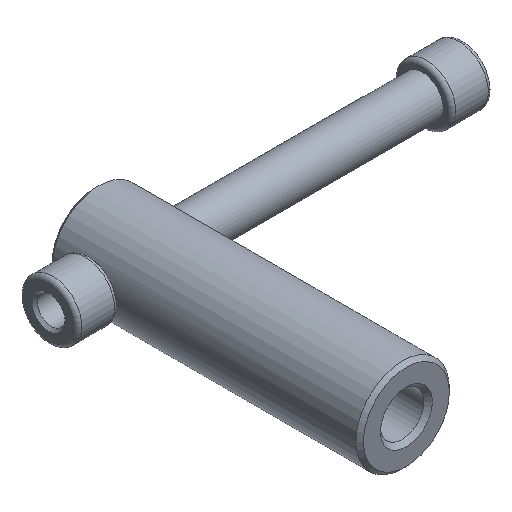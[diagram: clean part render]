
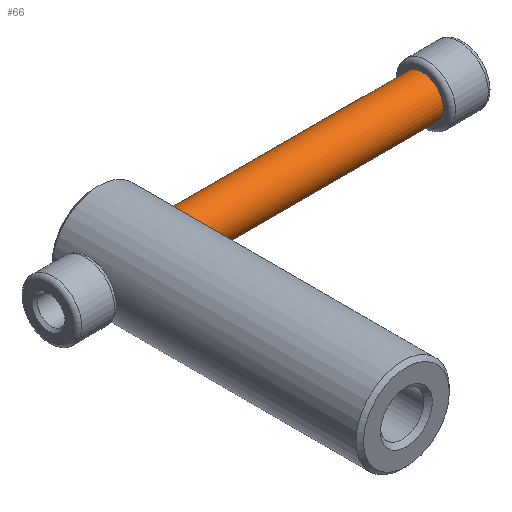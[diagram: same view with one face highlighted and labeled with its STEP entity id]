
A CAD part, isometric view. The second image highlights one B-rep face of the part: STEP entity #66.
In plain terms, the highlighted cylindrical face has radius 4 mm (diameter 8 mm), a full revolution.
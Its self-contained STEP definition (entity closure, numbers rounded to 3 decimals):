
#66 = ADVANCED_FACE( '', ( #151, #152 ), #153, .T. );
#151 = FACE_OUTER_BOUND( '', #261, .T. );
#152 = FACE_OUTER_BOUND( '', #262, .T. );
#153 = CYLINDRICAL_SURFACE( '', #263, 4. );
#261 = EDGE_LOOP( '', ( #381 ) );
#262 = EDGE_LOOP( '', ( #382 ) );
#263 = AXIS2_PLACEMENT_3D( '', #383, #384, #385 );
#381 = ORIENTED_EDGE( '', *, *, #510, .F. );
#382 = ORIENTED_EDGE( '', *, *, #511, .T. );
#383 = CARTESIAN_POINT( '', ( 62.999, 52., 0. ) );
#384 = DIRECTION( '', ( -1., 0., 0. ) );
#385 = DIRECTION( '', ( 0., 0., -1. ) );
#510 = EDGE_CURVE( '', #576, #576, #577, .T. );
#511 = EDGE_CURVE( '', #578, #578, #579, .T. );
#576 = VERTEX_POINT( '', #652 );
#577 = CIRCLE( '', #653, 4. );
#578 = VERTEX_POINT( '', #654 );
#579 = B_SPLINE_CURVE_WITH_KNOTS( '', 3, ( #655, #656, #657, #658, #659, #660, #661, #662, #663, #664, #665, #666, #667, #668, #669, #670, #671, #672, #673, #674, #675, #676, #677, #678, #679, #680, #681, #682, #683, #684, #685, #686, #687, #688, #689, #690, #691, #692, #693, #694, #695, #696, #697, #698, #699, #700, #701, #702, #703, #704, #705, #706, #707, #708, #709, #710, #711, #712, #713, #714, #715, #716, #717, #718, #719, #720 ), .UNSPECIFIED., .T., .F., ( 2, 2, 2, 2, 2, 2, 2, 2, 2, 2, 2, 2, 2, 2, 2, 2, 2, 2, 2, 2, 2, 2, 2, 2, 2, 2, 2, 2, 2, 2, 2, 2, 2, 2, 2 ), ( -0.001, 0., 0.001, 0.002, 0.002, 0.003, 0.004, 0.005, 0.006, 0.006, 0.007, 0.008, 0.009, 0.009, 0.01, 0.011, 0.012, 0.013, 0.013, 0.014, 0.015, 0.016, 0.017, 0.017, 0.018, 0.019, 0.02, 0.021, 0.021, 0.022, 0.023, 0.024, 0.025, 0.025, 0.026 ), .UNSPECIFIED. );
#652 = CARTESIAN_POINT( '', ( 55.099, 52., -4. ) );
#653 = AXIS2_PLACEMENT_3D( '', #863, #864, #865 );
#654 = CARTESIAN_POINT( '', ( 8.062, 52., -4. ) );
#655 = CARTESIAN_POINT( '', ( 8.062, 51.732, -4. ) );
#656 = CARTESIAN_POINT( '', ( 8.062, 52.268, -4. ) );
#657 = CARTESIAN_POINT( '', ( 8.076, 52.531, -3.973 ) );
#658 = CARTESIAN_POINT( '', ( 8.126, 53.046, -3.87 ) );
#659 = CARTESIAN_POINT( '', ( 8.163, 53.302, -3.791 ) );
#660 = CARTESIAN_POINT( '', ( 8.254, 53.784, -3.59 ) );
#661 = CARTESIAN_POINT( '', ( 8.307, 54.012, -3.467 ) );
#662 = CARTESIAN_POINT( '', ( 8.422, 54.444, -3.177 ) );
#663 = CARTESIAN_POINT( '', ( 8.483, 54.645, -3.012 ) );
#664 = CARTESIAN_POINT( '', ( 8.604, 55.009, -2.648 ) );
#665 = CARTESIAN_POINT( '', ( 8.664, 55.174, -2.448 ) );
#666 = CARTESIAN_POINT( '', ( 8.774, 55.465, -2.015 ) );
#667 = CARTESIAN_POINT( '', ( 8.824, 55.588, -1.786 ) );
#668 = CARTESIAN_POINT( '', ( 8.908, 55.79, -1.306 ) );
#669 = CARTESIAN_POINT( '', ( 8.942, 55.869, -1.051 ) );
#670 = CARTESIAN_POINT( '', ( 8.988, 55.973, -0.533 ) );
#671 = CARTESIAN_POINT( '', ( 9., 56., -0.271 ) );
#672 = CARTESIAN_POINT( '', ( 9., 56., 0.259 ) );
#673 = CARTESIAN_POINT( '', ( 8.988, 55.974, 0.528 ) );
#674 = CARTESIAN_POINT( '', ( 8.943, 55.87, 1.044 ) );
#675 = CARTESIAN_POINT( '', ( 8.909, 55.793, 1.297 ) );
#676 = CARTESIAN_POINT( '', ( 8.825, 55.59, 1.784 ) );
#677 = CARTESIAN_POINT( '', ( 8.775, 55.466, 2.013 ) );
#678 = CARTESIAN_POINT( '', ( 8.665, 55.178, 2.443 ) );
#679 = CARTESIAN_POINT( '', ( 8.604, 55.011, 2.646 ) );
#680 = CARTESIAN_POINT( '', ( 8.484, 54.646, 3.011 ) );
#681 = CARTESIAN_POINT( '', ( 8.423, 54.448, 3.174 ) );
#682 = CARTESIAN_POINT( '', ( 8.308, 54.016, 3.464 ) );
#683 = CARTESIAN_POINT( '', ( 8.254, 53.785, 3.589 ) );
#684 = CARTESIAN_POINT( '', ( 8.164, 53.306, 3.79 ) );
#685 = CARTESIAN_POINT( '', ( 8.127, 53.056, 3.867 ) );
#686 = CARTESIAN_POINT( '', ( 8.076, 52.533, 3.973 ) );
#687 = CARTESIAN_POINT( '', ( 8.062, 52.271, 4. ) );
#688 = CARTESIAN_POINT( '', ( 8.062, 51.743, 4. ) );
#689 = CARTESIAN_POINT( '', ( 8.075, 51.475, 3.974 ) );
#690 = CARTESIAN_POINT( '', ( 8.125, 50.956, 3.87 ) );
#691 = CARTESIAN_POINT( '', ( 8.162, 50.706, 3.794 ) );
#692 = CARTESIAN_POINT( '', ( 8.253, 50.221, 3.592 ) );
#693 = CARTESIAN_POINT( '', ( 8.307, 49.989, 3.468 ) );
#694 = CARTESIAN_POINT( '', ( 8.421, 49.56, 3.18 ) );
#695 = CARTESIAN_POINT( '', ( 8.482, 49.358, 3.014 ) );
#696 = CARTESIAN_POINT( '', ( 8.604, 48.991, 2.648 ) );
#697 = CARTESIAN_POINT( '', ( 8.663, 48.827, 2.45 ) );
#698 = CARTESIAN_POINT( '', ( 8.773, 48.538, 2.02 ) );
#699 = CARTESIAN_POINT( '', ( 8.824, 48.412, 1.787 ) );
#700 = CARTESIAN_POINT( '', ( 8.908, 48.21, 1.305 ) );
#701 = CARTESIAN_POINT( '', ( 8.942, 48.133, 1.055 ) );
#702 = CARTESIAN_POINT( '', ( 8.988, 48.027, 0.537 ) );
#703 = CARTESIAN_POINT( '', ( 9., 48., 0.269 ) );
#704 = CARTESIAN_POINT( '', ( 9., 48., -0.259 ) );
#705 = CARTESIAN_POINT( '', ( 8.989, 48.026, -0.524 ) );
#706 = CARTESIAN_POINT( '', ( 8.943, 48.13, -1.047 ) );
#707 = CARTESIAN_POINT( '', ( 8.909, 48.207, -1.298 ) );
#708 = CARTESIAN_POINT( '', ( 8.825, 48.409, -1.781 ) );
#709 = CARTESIAN_POINT( '', ( 8.774, 48.535, -2.014 ) );
#710 = CARTESIAN_POINT( '', ( 8.664, 48.824, -2.445 ) );
#711 = CARTESIAN_POINT( '', ( 8.605, 48.987, -2.644 ) );
#712 = CARTESIAN_POINT( '', ( 8.483, 49.355, -3.012 ) );
#713 = CARTESIAN_POINT( '', ( 8.422, 49.556, -3.177 ) );
#714 = CARTESIAN_POINT( '', ( 8.308, 49.984, -3.464 ) );
#715 = CARTESIAN_POINT( '', ( 8.254, 50.215, -3.589 ) );
#716 = CARTESIAN_POINT( '', ( 8.163, 50.699, -3.792 ) );
#717 = CARTESIAN_POINT( '', ( 8.126, 50.949, -3.868 ) );
#718 = CARTESIAN_POINT( '', ( 8.076, 51.464, -3.973 ) );
#719 = CARTESIAN_POINT( '', ( 8.062, 51.732, -4. ) );
#720 = CARTESIAN_POINT( '', ( 8.062, 52.268, -4. ) );
#863 = CARTESIAN_POINT( '', ( 55.099, 52., 0. ) );
#864 = DIRECTION( '', ( 1., 0., 0. ) );
#865 = DIRECTION( '', ( 0., 0., -1. ) );
